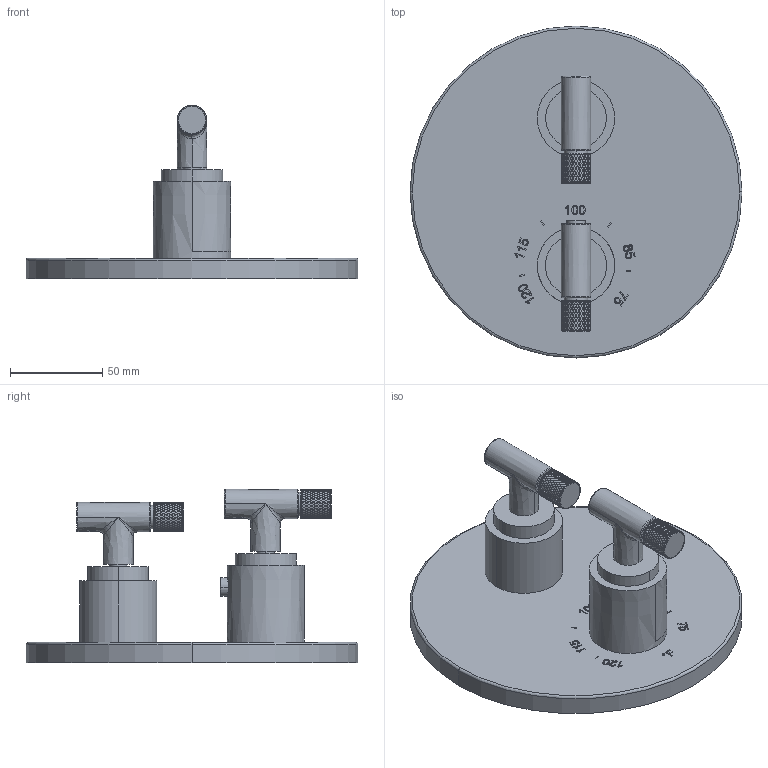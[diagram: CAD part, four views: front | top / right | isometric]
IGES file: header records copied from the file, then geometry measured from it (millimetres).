
Start section:  PTC IGES file: 3-3293tr.igs
Global section: file name: 3-3293tr.igs; native system: Creo Parametric by PTC Inc.; preprocessor: 2018400; author: jinson.thomas; organization: Unknown; date: 20210921.093941; units: inch
Bounding box: 180.09 x 180.09 x 94.14 mm (x, y, z)
Volume: 430360.5 mm3; surface area: 77595.4 mm2
Topology: 1 solids, 1 shells, 4916 faces, 10319 edges, 5438 vertices
Faces by surface type: bspline 3824, revolution 914, extrusion 178
